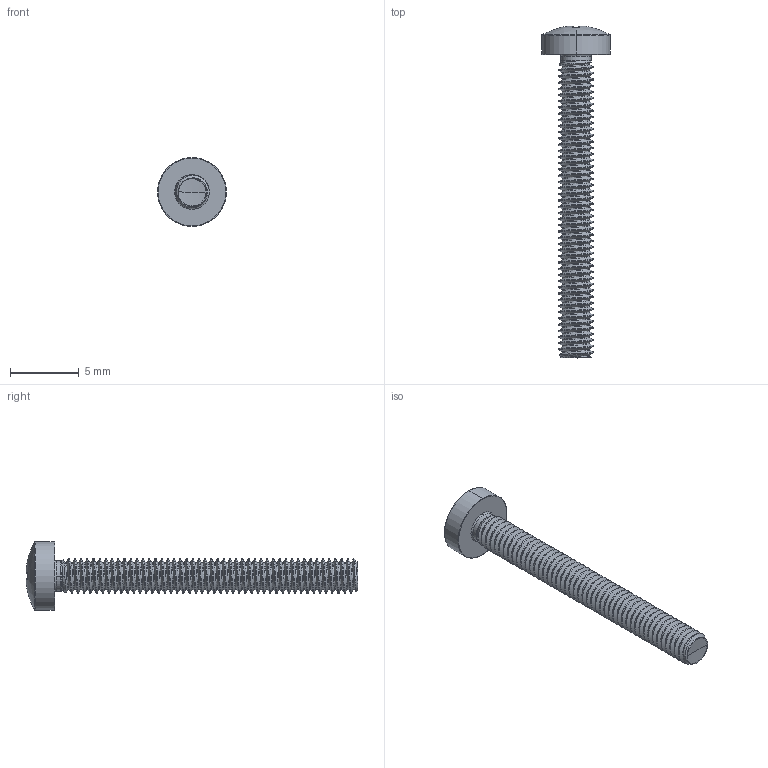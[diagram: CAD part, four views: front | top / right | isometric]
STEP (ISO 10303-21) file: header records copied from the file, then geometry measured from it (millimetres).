
FILE_DESCRIPTION (( 'STEP AP203' ), '1' );
FILE_NAME ('STM320250220.STEP', '2020-12-24T14:35:33', ( '' ), ( '' ), 'SwSTEP 2.0', 'SolidWorks 2015', '' );
FILE_SCHEMA (( 'CONFIG_CONTROL_DESIGN' ));
Products named in the file (2): STM320250220
Bounding box: 5 x 24.08 x 5 mm (x, y, z)
Volume: 118.3 mm3; surface area: 324.2 mm2
Topology: 1 solids, 1 shells, 256 faces, 642 edges, 387 vertices
Faces by surface type: cylinder 118, bspline 46, torus 33, sphere 28, plane 22, cone 9
Entity records: 40097 total; most frequent: CARTESIAN_POINT 34687, ORIENTED_EDGE 1280, DIRECTION 961, EDGE_CURVE 640, AXIS2_PLACEMENT_3D 408, VERTEX_POINT 387, EDGE_LOOP 257, ADVANCED_FACE 256
